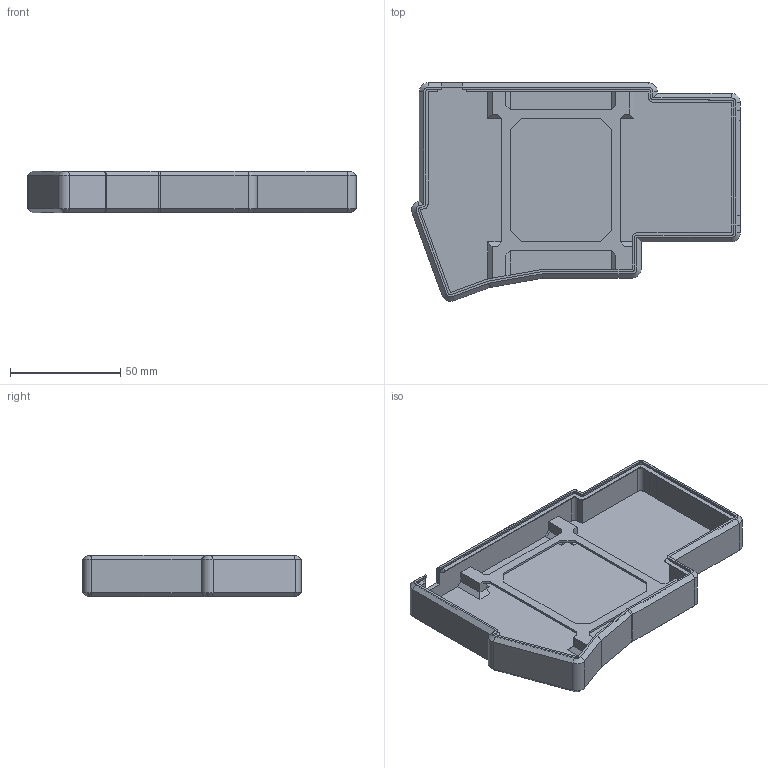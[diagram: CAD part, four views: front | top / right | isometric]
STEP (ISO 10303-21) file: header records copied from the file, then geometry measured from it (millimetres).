
FILE_DESCRIPTION(/* description */ ('','CAx-IF Rec.Pracs.---Representation and Presentation of Product Manufacturing Information (PMI)---4.0---2014-10-13'),/* implementation_level */ '2;1');
FILE_NAME(/* name */ 'case_v2.step',/* time_stamp */ '2025-02-06T20:39:17-05:00',/* author */ (''),/* organization */ (''),/* preprocessor_version */ 'ST-DEVELOPER v20',/* originating_system */ 'Autodesk Translation Framework v13.20.0.188',/* authorisation */ '');
FILE_SCHEMA (('AP242_MANAGED_MODEL_BASED_3D_ENGINEERING_MIM_LF { 1 0 10303 442 1 1 4 }'));
Length unit declared in the file: millimetre
Products named in the file (2): Untitled; Case
Assembly tree (1 placements, depth 2):
  Untitled
    Case
Bounding box: 149.41 x 99.36 x 19 mm (x, y, z)
Volume: 43036.1 mm3; surface area: 44656.7 mm2
Topology: 1 solids, 1 shells, 305 faces, 839 edges, 530 vertices
Faces by surface type: plane 218, cylinder 57, cone 30
Entity records: 9734 total; most frequent: CARTESIAN_POINT 1870, ORIENTED_EDGE 1678, DIRECTION 1568, EDGE_CURVE 839, LINE 664, VECTOR 664, VERTEX_POINT 530, AXIS2_PLACEMENT_3D 452
